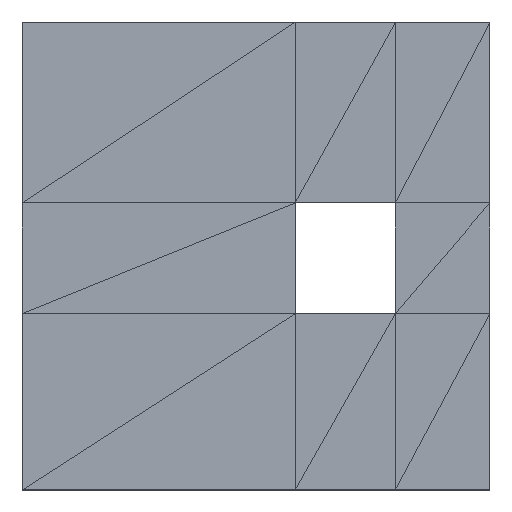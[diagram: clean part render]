
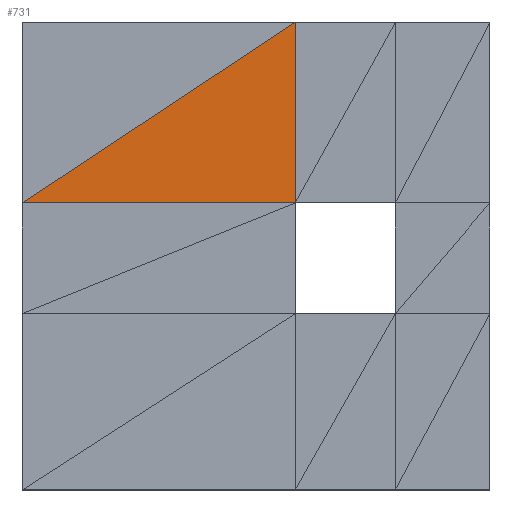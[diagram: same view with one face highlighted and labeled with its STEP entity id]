
A CAD part, top view. The second image highlights one B-rep face of the part: STEP entity #731.
In plain terms, the highlighted planar face has unit normal (0, 0, 1).
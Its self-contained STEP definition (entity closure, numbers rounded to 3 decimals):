
#731 = ADVANCED_FACE('',(#732),#758,.T.);
#732 = FACE_BOUND('',#733,.T.);
#733 = EDGE_LOOP('',(#734,#744,#752));
#734 = ORIENTED_EDGE('',*,*,#735,.T.);
#735 = EDGE_CURVE('',#736,#738,#740,.T.);
#736 = VERTEX_POINT('',#737);
#737 = CARTESIAN_POINT('',(0.011,0.015,
    0.001));
#738 = VERTEX_POINT('',#739);
#739 = CARTESIAN_POINT('',(0.011,0.065,
    0.001));
#740 = LINE('',#741,#742);
#741 = CARTESIAN_POINT('',(0.011,0.015,
    0.001));
#742 = VECTOR('',#743,1.);
#743 = DIRECTION('',(0.,1.,0.));
#744 = ORIENTED_EDGE('',*,*,#745,.F.);
#745 = EDGE_CURVE('',#746,#738,#748,.T.);
#746 = VERTEX_POINT('',#747);
#747 = CARTESIAN_POINT('',(-0.065,0.015,
    0.001));
#748 = LINE('',#749,#750);
#749 = CARTESIAN_POINT('',(-0.065,0.015,
    0.001));
#750 = VECTOR('',#751,1.);
#751 = DIRECTION('',(0.834,0.552,0.));
#752 = ORIENTED_EDGE('',*,*,#753,.F.);
#753 = EDGE_CURVE('',#736,#746,#754,.T.);
#754 = LINE('',#755,#756);
#755 = CARTESIAN_POINT('',(0.011,0.015,
    0.001));
#756 = VECTOR('',#757,1.);
#757 = DIRECTION('',(-1.,0.,0.));
#758 = PLANE('',#759);
#759 = AXIS2_PLACEMENT_3D('',#760,#761,#762);
#760 = CARTESIAN_POINT('',(-0.018,0.031,
    0.001));
#761 = DIRECTION('',(0.,0.,1.));
#762 = DIRECTION('',(1.,0.,-0.));
